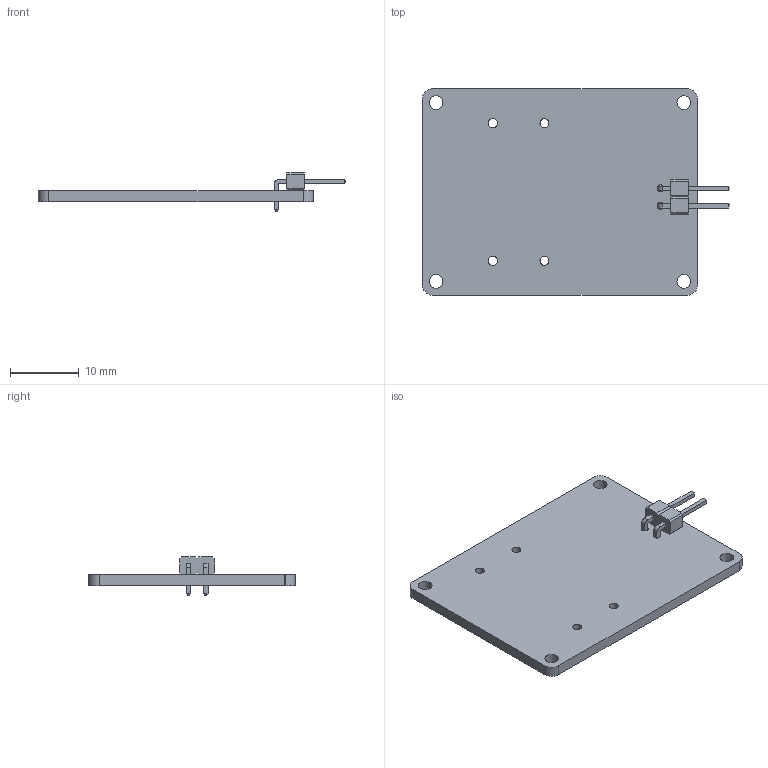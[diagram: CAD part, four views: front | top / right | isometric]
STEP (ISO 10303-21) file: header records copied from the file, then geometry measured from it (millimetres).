
FILE_DESCRIPTION(('KiCad electronic assembly'),'2;1');
FILE_NAME('mosboard.step','2025-01-11T09:35:05',('Pcbnew'),('Kicad'), 'Open CASCADE STEP processor 7.8','KiCad to STEP converter','Unknown' );
FILE_SCHEMA(('AUTOMOTIVE_DESIGN { 1 0 10303 214 1 1 1 1 }'));
Length unit declared in the file: millimetre
Products named in the file (4): mosboard 1; PinHeader_1x02_P2.54mm_Horizontal; PinHeader_1x02_P254mm_Horizontal; _autosave-mosboard_PCB
Assembly tree (3 placements, depth 3):
  mosboard 1
    PinHeader_1x02_P2.54mm_Horizontal
      PinHeader_1x02_P254mm_Horizontal
    _autosave-mosboard_PCB
Bounding box: 44.66 x 30 x 5.54 mm (x, y, z)
Volume: 1927.4 mm3; surface area: 2775.6 mm2
Topology: 2 solids, 2 shells, 81 faces, 203 edges, 130 vertices
Faces by surface type: plane 65, cylinder 16
Full cylindrical faces by diameter (mm): 1 x2, 1.3 x4, 2 x4
Entity records: 2901 total; most frequent: CARTESIAN_POINT 418, ORIENTED_EDGE 406, DIRECTION 405, EDGE_CURVE 203, LINE 171, VECTOR 171, VERTEX_POINT 130, AXIS2_PLACEMENT_3D 117
